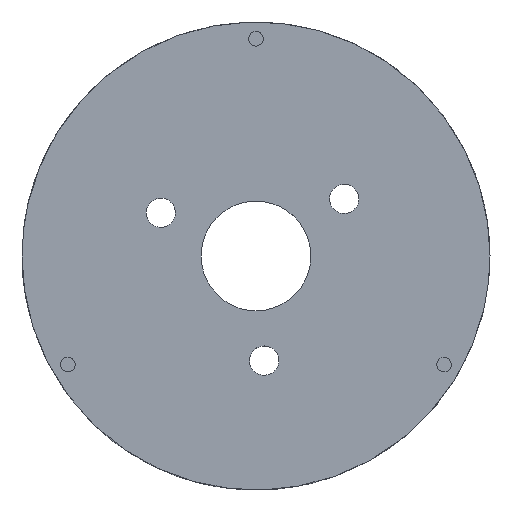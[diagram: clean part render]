
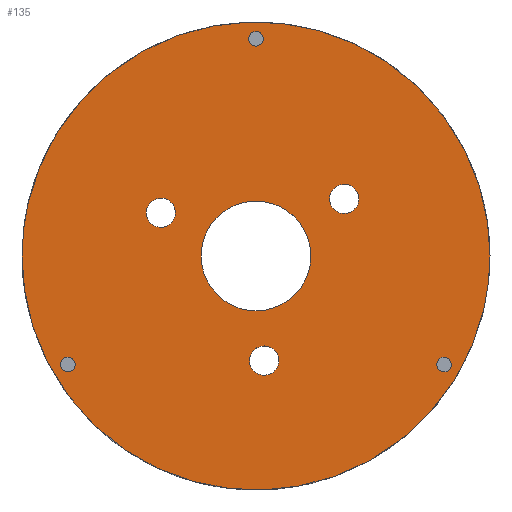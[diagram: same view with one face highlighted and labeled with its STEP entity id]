
A CAD part, top view. The second image highlights one B-rep face of the part: STEP entity #135.
In plain terms, the highlighted free-form (B-spline) face has degree [1, 1] with [2, 2] control points.
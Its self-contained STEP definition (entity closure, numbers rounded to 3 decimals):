
#135 = ADVANCED_FACE('',(#136,#150,#164,#178,#200,#214,#228,#242),#256,
  .T.);
#136 = FACE_BOUND('',#137,.T.);
#137 = EDGE_LOOP('',(#138));
#138 = ORIENTED_EDGE('',*,*,#139,.F.);
#139 = EDGE_CURVE('',#140,#140,#142,.T.);
#140 = VERTEX_POINT('',#141);
#141 = CARTESIAN_POINT('',(8.398,0.,1.68));
#142 = ( BOUNDED_CURVE() B_SPLINE_CURVE(2,(#143,#144,#145,#146,#147,#148
,#149),.UNSPECIFIED.,.T.,.F.) B_SPLINE_CURVE_WITH_KNOTS((1,2,2,2,2,1),(
    -2.094,0.,2.094,4.189,6.283,
8.378),.UNSPECIFIED.) CURVE() GEOMETRIC_REPRESENTATION_ITEM() 
RATIONAL_B_SPLINE_CURVE((1.,0.5,1.,0.5,1.,0.5,1.)) REPRESENTATION_ITEM(
  '') );
#143 = CARTESIAN_POINT('',(8.398,0.,1.68));
#144 = CARTESIAN_POINT('',(8.398,14.546,1.68
    ));
#145 = CARTESIAN_POINT('',(-4.199,7.273,1.68
    ));
#146 = CARTESIAN_POINT('',(-16.797,0.,
    1.68));
#147 = CARTESIAN_POINT('',(-4.199,-7.273,
    1.68));
#148 = CARTESIAN_POINT('',(8.398,-14.546,1.68
    ));
#149 = CARTESIAN_POINT('',(8.398,0.,1.68));
#150 = FACE_BOUND('',#151,.T.);
#151 = EDGE_LOOP('',(#152));
#152 = ORIENTED_EDGE('',*,*,#153,.F.);
#153 = EDGE_CURVE('',#154,#154,#156,.T.);
#154 = VERTEX_POINT('',#155);
#155 = CARTESIAN_POINT('',(-27.682,-16.629,
    1.68));
#156 = ( BOUNDED_CURVE() B_SPLINE_CURVE(2,(#157,#158,#159,#160,#161,#162
,#163),.UNSPECIFIED.,.T.,.F.) B_SPLINE_CURVE_WITH_KNOTS((1,2,2,2,2,1),(
    -2.094,0.,2.094,4.189,6.283,
8.378),.UNSPECIFIED.) CURVE() GEOMETRIC_REPRESENTATION_ITEM() 
RATIONAL_B_SPLINE_CURVE((1.,0.5,1.,0.5,1.,0.5,1.)) REPRESENTATION_ITEM(
  '') );
#157 = CARTESIAN_POINT('',(-27.682,-16.629,
    1.68));
#158 = CARTESIAN_POINT('',(-27.682,-14.689,
    1.68));
#159 = CARTESIAN_POINT('',(-29.362,-15.659,
    1.68));
#160 = CARTESIAN_POINT('',(-31.041,-16.629,
    1.68));
#161 = CARTESIAN_POINT('',(-29.362,-17.598,
    1.68));
#162 = CARTESIAN_POINT('',(-27.682,-18.568,
    1.68));
#163 = CARTESIAN_POINT('',(-27.682,-16.629,
    1.68));
#164 = FACE_BOUND('',#165,.T.);
#165 = EDGE_LOOP('',(#166));
#166 = ORIENTED_EDGE('',*,*,#167,.F.);
#167 = EDGE_CURVE('',#168,#168,#170,.T.);
#168 = VERTEX_POINT('',#169);
#169 = CARTESIAN_POINT('',(15.76,8.74,1.68)
  );
#170 = ( BOUNDED_CURVE() B_SPLINE_CURVE(2,(#171,#172,#173,#174,#175,#176
,#177),.UNSPECIFIED.,.T.,.F.) B_SPLINE_CURVE_WITH_KNOTS((1,2,2,2,2,1),(
    -2.094,0.,2.094,4.189,6.283,
8.378),.UNSPECIFIED.) CURVE() GEOMETRIC_REPRESENTATION_ITEM() 
RATIONAL_B_SPLINE_CURVE((1.,0.5,1.,0.5,1.,0.5,1.)) REPRESENTATION_ITEM(
  '') );
#171 = CARTESIAN_POINT('',(15.76,8.74,1.68)
  );
#172 = CARTESIAN_POINT('',(15.76,12.619,
    1.68));
#173 = CARTESIAN_POINT('',(12.4,10.679,
    1.68));
#174 = CARTESIAN_POINT('',(9.041,8.74,1.68)
  );
#175 = CARTESIAN_POINT('',(12.4,6.8,1.68
    ));
#176 = CARTESIAN_POINT('',(15.76,4.861,1.68
    ));
#177 = CARTESIAN_POINT('',(15.76,8.74,1.68)
  );
#178 = FACE_BOUND('',#179,.T.);
#179 = EDGE_LOOP('',(#180,#192));
#180 = ORIENTED_EDGE('',*,*,#181,.T.);
#181 = EDGE_CURVE('',#182,#184,#186,.T.);
#182 = VERTEX_POINT('',#183);
#183 = CARTESIAN_POINT('',(35.833,0.,1.68));
#184 = VERTEX_POINT('',#185);
#185 = CARTESIAN_POINT('',(-35.833,0.,
    1.68));
#186 = ( BOUNDED_CURVE() B_SPLINE_CURVE(2,(#187,#188,#189,#190,#191),
.UNSPECIFIED.,.F.,.F.) B_SPLINE_CURVE_WITH_KNOTS((3,2,3),(0.,
1.571,3.142),.PIECEWISE_BEZIER_KNOTS.) CURVE() 
GEOMETRIC_REPRESENTATION_ITEM() RATIONAL_B_SPLINE_CURVE((1.,
0.707,1.,0.707,1.)) REPRESENTATION_ITEM('') );
#187 = CARTESIAN_POINT('',(35.833,0.,1.68));
#188 = CARTESIAN_POINT('',(35.833,35.833,
    1.68));
#189 = CARTESIAN_POINT('',(0.,35.833,
    1.68));
#190 = CARTESIAN_POINT('',(-35.833,35.833,
    1.68));
#191 = CARTESIAN_POINT('',(-35.833,0.,
    1.68));
#192 = ORIENTED_EDGE('',*,*,#193,.T.);
#193 = EDGE_CURVE('',#184,#182,#194,.T.);
#194 = ( BOUNDED_CURVE() B_SPLINE_CURVE(2,(#195,#196,#197,#198,#199),
.UNSPECIFIED.,.F.,.F.) B_SPLINE_CURVE_WITH_KNOTS((3,2,3),(3.142,
4.712,6.283),.PIECEWISE_BEZIER_KNOTS.) CURVE() 
GEOMETRIC_REPRESENTATION_ITEM() RATIONAL_B_SPLINE_CURVE((1.,
0.707,1.,0.707,1.)) REPRESENTATION_ITEM('') );
#195 = CARTESIAN_POINT('',(-35.833,0.,
    1.68));
#196 = CARTESIAN_POINT('',(-35.833,-35.833,
    1.68));
#197 = CARTESIAN_POINT('',(0.,-35.833,
    1.68));
#198 = CARTESIAN_POINT('',(35.833,-35.833,
    1.68));
#199 = CARTESIAN_POINT('',(35.833,0.,
    1.68));
#200 = FACE_BOUND('',#201,.T.);
#201 = EDGE_LOOP('',(#202));
#202 = ORIENTED_EDGE('',*,*,#203,.F.);
#203 = EDGE_CURVE('',#204,#204,#206,.T.);
#204 = VERTEX_POINT('',#205);
#205 = CARTESIAN_POINT('',(3.484,-16.02,1.68)
  );
#206 = ( BOUNDED_CURVE() B_SPLINE_CURVE(2,(#207,#208,#209,#210,#211,#212
,#213),.UNSPECIFIED.,.T.,.F.) B_SPLINE_CURVE_WITH_KNOTS((1,2,2,2,2,1),(
    -2.094,0.,2.094,4.189,6.283,
8.378),.UNSPECIFIED.) CURVE() GEOMETRIC_REPRESENTATION_ITEM() 
RATIONAL_B_SPLINE_CURVE((1.,0.5,1.,0.5,1.,0.5,1.)) REPRESENTATION_ITEM(
  '') );
#207 = CARTESIAN_POINT('',(3.484,-16.02,1.68)
  );
#208 = CARTESIAN_POINT('',(3.484,-12.141,1.68)
  );
#209 = CARTESIAN_POINT('',(0.125,-14.081,1.68
    ));
#210 = CARTESIAN_POINT('',(-3.234,-16.02,1.68)
  );
#211 = CARTESIAN_POINT('',(0.125,-17.96,1.68
    ));
#212 = CARTESIAN_POINT('',(3.484,-19.899,1.68)
  );
#213 = CARTESIAN_POINT('',(3.484,-16.02,1.68)
  );
#214 = FACE_BOUND('',#215,.T.);
#215 = EDGE_LOOP('',(#216));
#216 = ORIENTED_EDGE('',*,*,#217,.F.);
#217 = EDGE_CURVE('',#218,#218,#220,.T.);
#218 = VERTEX_POINT('',#219);
#219 = CARTESIAN_POINT('',(-12.34,6.622,1.68
    ));
#220 = ( BOUNDED_CURVE() B_SPLINE_CURVE(2,(#221,#222,#223,#224,#225,#226
,#227),.UNSPECIFIED.,.T.,.F.) B_SPLINE_CURVE_WITH_KNOTS((1,2,2,2,2,1),(
    -2.094,0.,2.094,4.189,6.283,
8.378),.UNSPECIFIED.) CURVE() GEOMETRIC_REPRESENTATION_ITEM() 
RATIONAL_B_SPLINE_CURVE((1.,0.5,1.,0.5,1.,0.5,1.)) REPRESENTATION_ITEM(
  '') );
#221 = CARTESIAN_POINT('',(-12.34,6.622,1.68
    ));
#222 = CARTESIAN_POINT('',(-12.34,10.501,
    1.68));
#223 = CARTESIAN_POINT('',(-15.699,8.561,1.68
    ));
#224 = CARTESIAN_POINT('',(-19.059,6.622,1.68
    ));
#225 = CARTESIAN_POINT('',(-15.699,4.682,1.68
    ));
#226 = CARTESIAN_POINT('',(-12.34,2.743,1.68
    ));
#227 = CARTESIAN_POINT('',(-12.34,6.622,1.68
    ));
#228 = FACE_BOUND('',#229,.T.);
#229 = EDGE_LOOP('',(#230));
#230 = ORIENTED_EDGE('',*,*,#231,.F.);
#231 = EDGE_CURVE('',#232,#232,#234,.T.);
#232 = VERTEX_POINT('',#233);
#233 = CARTESIAN_POINT('',(29.921,-16.629,
    1.68));
#234 = ( BOUNDED_CURVE() B_SPLINE_CURVE(2,(#235,#236,#237,#238,#239,#240
,#241),.UNSPECIFIED.,.T.,.F.) B_SPLINE_CURVE_WITH_KNOTS((1,2,2,2,2,1),(
    -2.094,0.,2.094,4.189,6.283,
8.378),.UNSPECIFIED.) CURVE() GEOMETRIC_REPRESENTATION_ITEM() 
RATIONAL_B_SPLINE_CURVE((1.,0.5,1.,0.5,1.,0.5,1.)) REPRESENTATION_ITEM(
  '') );
#235 = CARTESIAN_POINT('',(29.921,-16.629,
    1.68));
#236 = CARTESIAN_POINT('',(29.921,-14.689,
    1.68));
#237 = CARTESIAN_POINT('',(28.242,-15.659,
    1.68));
#238 = CARTESIAN_POINT('',(26.562,-16.629,1.68)
  );
#239 = CARTESIAN_POINT('',(28.242,-17.598,
    1.68));
#240 = CARTESIAN_POINT('',(29.921,-18.568,
    1.68));
#241 = CARTESIAN_POINT('',(29.921,-16.629,
    1.68));
#242 = FACE_BOUND('',#243,.T.);
#243 = EDGE_LOOP('',(#244));
#244 = ORIENTED_EDGE('',*,*,#245,.F.);
#245 = EDGE_CURVE('',#246,#246,#248,.T.);
#246 = VERTEX_POINT('',#247);
#247 = CARTESIAN_POINT('',(1.12,33.257,1.68)
  );
#248 = ( BOUNDED_CURVE() B_SPLINE_CURVE(2,(#249,#250,#251,#252,#253,#254
,#255),.UNSPECIFIED.,.T.,.F.) B_SPLINE_CURVE_WITH_KNOTS((1,2,2,2,2,1),(
    -2.094,0.,2.094,4.189,6.283,
8.378),.UNSPECIFIED.) CURVE() GEOMETRIC_REPRESENTATION_ITEM() 
RATIONAL_B_SPLINE_CURVE((1.,0.5,1.,0.5,1.,0.5,1.)) REPRESENTATION_ITEM(
  '') );
#249 = CARTESIAN_POINT('',(1.12,33.257,1.68)
  );
#250 = CARTESIAN_POINT('',(1.12,35.197,1.68)
  );
#251 = CARTESIAN_POINT('',(-0.56,34.227,1.68
    ));
#252 = CARTESIAN_POINT('',(-2.24,33.257,
    1.68));
#253 = CARTESIAN_POINT('',(-0.56,32.288,1.68)
  );
#254 = CARTESIAN_POINT('',(1.12,31.318,1.68)
  );
#255 = CARTESIAN_POINT('',(1.12,33.257,1.68)
  );
#256 = B_SPLINE_SURFACE_WITH_KNOTS('',1,1,(
    (#257,#258)
    ,(#259,#260
    )),.UNSPECIFIED.,.F.,.F.,.F.,(2,2),(2,2),(-32.,32.),(-32.,32.),
  .PIECEWISE_BEZIER_KNOTS.);
#257 = CARTESIAN_POINT('',(-35.833,-35.833,
    1.68));
#258 = CARTESIAN_POINT('',(-35.833,35.833,
    1.68));
#259 = CARTESIAN_POINT('',(35.833,-35.833,
    1.68));
#260 = CARTESIAN_POINT('',(35.833,35.833,
    1.68));
